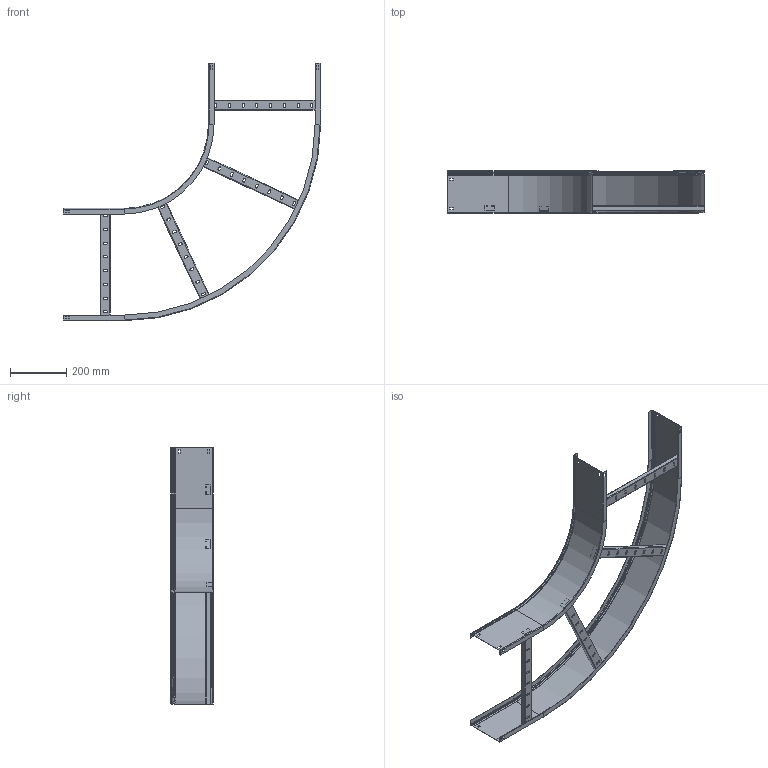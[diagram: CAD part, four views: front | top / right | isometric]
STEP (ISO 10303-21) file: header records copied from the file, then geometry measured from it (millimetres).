
FILE_DESCRIPTION (( 'STEP AP214' ), '1' );
FILE_NAME ('CPG04-4--17 150õ400.STEP', '2021-03-08T15:41:40', ( '' ), ( '' ), 'SwSTEP 2.0', 'SolidWorks 2017', '' );
FILE_SCHEMA (( 'AUTOMOTIVE_DESIGN' ));
Length unit declared in the file: millimetre
Products named in the file (4): ÊÈÂÀ 195.05.02 Ëîíæåðîí îòâåòíûé_01_150å400; ÊÈÂÀ 095.00.02 Ïëàíêà ïîïåðå÷íàÿ_00_-03; CPG04-4--17 150õ400; 岓臍 195.05.01 呧翲歑鍙 摳賧禖嶱00_-03 h150
Assembly tree (6 placements, depth 2):
  CPG04-4--17 150õ400
    岓臍 195.05.01 呧翲歑鍙 摳賧禖嶱00_-03 h150
    ÊÈÂÀ 095.00.02 Ïëàíêà ïîïåðå÷íàÿ_00_-03  x4
    ÊÈÂÀ 195.05.02 Ëîíæåðîí îòâåòíûé_01_150å400
Bounding box: 917 x 150 x 917 mm (x, y, z)
Volume: 707960.7 mm3; surface area: 1193263.3 mm2
Topology: 6 solids, 6 shells, 518 faces, 1210 edges, 704 vertices
Faces by surface type: plane 336, cylinder 152, torus 22, cone 8
Entity records: 8562 total; most frequent: DIRECTION 1514, CARTESIAN_POINT 1403, ORIENTED_EDGE 1388, EDGE_CURVE 694, VECTOR 508, LINE 508, AXIS2_PLACEMENT_3D 503, VERTEX_POINT 392
